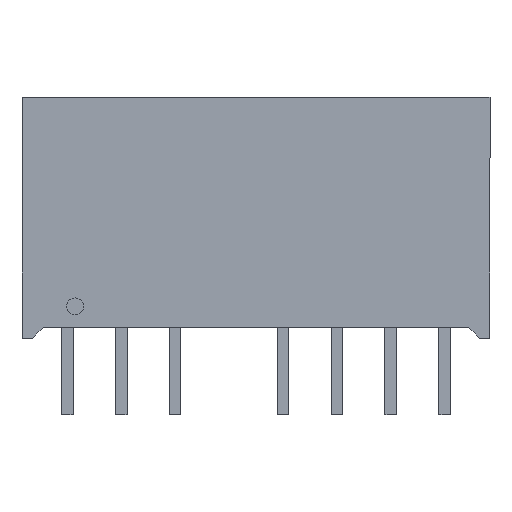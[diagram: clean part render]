
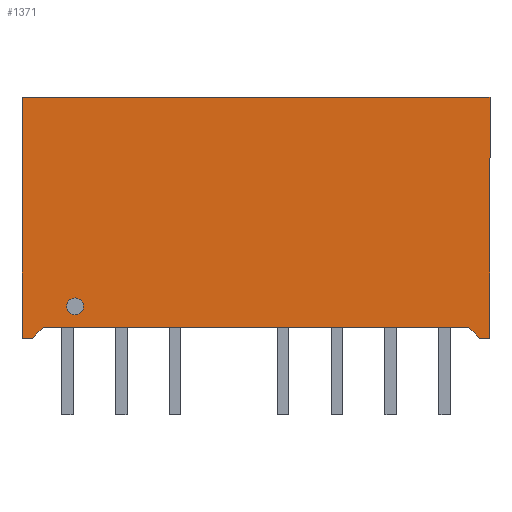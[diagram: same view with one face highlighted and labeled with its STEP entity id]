
A CAD part, front view. The second image highlights one B-rep face of the part: STEP entity #1371.
In plain terms, the highlighted planar face has unit normal (0, -1, 0).
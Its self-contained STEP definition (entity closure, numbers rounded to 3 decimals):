
#1074=CARTESIAN_POINT('',(-8.125,-4.725,1.5));
#1075=VERTEX_POINT('',#1074);
#1084=CARTESIAN_POINT('',(-8.925,-4.725,1.5));
#1085=VERTEX_POINT('',#1084);
#1086=CARTESIAN_POINT('',(-8.525,-4.725,1.5));
#1087=DIRECTION('',(0.0,1.0,0.0));
#1088=DIRECTION('',(1.0,0.0,0.0));
#1089=AXIS2_PLACEMENT_3D('',#1086,#1087,#1088);
#1090=CIRCLE('',#1089,0.4);
#1091=EDGE_CURVE('',#1085,#1075,#1090,.T.);
#1125=CARTESIAN_POINT('',(-8.525,-4.725,1.5));
#1126=DIRECTION('',(0.0,1.0,0.0));
#1127=DIRECTION('',(1.0,0.0,0.0));
#1128=AXIS2_PLACEMENT_3D('',#1125,#1126,#1127);
#1129=CIRCLE('',#1128,0.4);
#1130=EDGE_CURVE('',#1075,#1085,#1129,.T.);
#1160=CARTESIAN_POINT('',(10.525,-4.725,0.0));
#1161=VERTEX_POINT('',#1160);
#1168=CARTESIAN_POINT('',(10.025,-4.725,0.5));
#1169=VERTEX_POINT('',#1168);
#1170=CARTESIAN_POINT('',(10.525,-4.725,0.0));
#1171=DIRECTION('',(-0.707,0.0,0.707));
#1172=VECTOR('',#1171,0.707);
#1173=LINE('',#1170,#1172);
#1174=EDGE_CURVE('',#1161,#1169,#1173,.T.);
#1198=CARTESIAN_POINT('',(11.025,-4.725,0.0));
#1199=VERTEX_POINT('',#1198);
#1206=CARTESIAN_POINT('',(11.025,-4.725,0.0));
#1207=DIRECTION('',(-1.0,0.0,0.0));
#1208=VECTOR('',#1207,0.5);
#1209=LINE('',#1206,#1208);
#1210=EDGE_CURVE('',#1199,#1161,#1209,.T.);
#1222=CARTESIAN_POINT('',(-10.025,-4.725,0.5));
#1223=VERTEX_POINT('',#1222);
#1224=CARTESIAN_POINT('',(-10.025,-4.725,0.5));
#1225=DIRECTION('',(1.0,0.0,0.0));
#1226=VECTOR('',#1225,20.05);
#1227=LINE('',#1224,#1226);
#1228=EDGE_CURVE('',#1223,#1169,#1227,.T.);
#1261=CARTESIAN_POINT('',(-10.525,-4.725,0.0));
#1262=VERTEX_POINT('',#1261);
#1263=CARTESIAN_POINT('',(-10.525,-4.725,0.0));
#1264=DIRECTION('',(0.707,0.0,0.707));
#1265=VECTOR('',#1264,0.707);
#1266=LINE('',#1263,#1265);
#1267=EDGE_CURVE('',#1262,#1223,#1266,.T.);
#1292=CARTESIAN_POINT('',(-11.025,-4.725,0.0));
#1293=VERTEX_POINT('',#1292);
#1294=CARTESIAN_POINT('',(-11.025,-4.725,0.0));
#1295=DIRECTION('',(1.0,0.0,0.0));
#1296=VECTOR('',#1295,0.5);
#1297=LINE('',#1294,#1296);
#1298=EDGE_CURVE('',#1293,#1262,#1297,.T.);
#1314=CARTESIAN_POINT('',(-11.025,-4.725,11.35));
#1315=VERTEX_POINT('',#1314);
#1316=CARTESIAN_POINT('',(-11.025,-4.725,11.35));
#1317=DIRECTION('',(0.0,0.0,-1.0));
#1318=VECTOR('',#1317,11.35);
#1319=LINE('',#1316,#1318);
#1320=EDGE_CURVE('',#1315,#1293,#1319,.T.);
#1340=CARTESIAN_POINT('',(-11.025,-4.725,11.35));
#1341=DIRECTION('',(0.0,-1.0,0.0));
#1342=DIRECTION('',(0.0,0.0,-1.0));
#1343=AXIS2_PLACEMENT_3D('',#1340,#1341,#1342);
#1344=PLANE('',#1343);
#1345=ORIENTED_EDGE('',*,*,#1228,.T.);
#1346=ORIENTED_EDGE('',*,*,#1174,.F.);
#1347=ORIENTED_EDGE('',*,*,#1210,.F.);
#1348=CARTESIAN_POINT('',(11.025,-4.725,11.35));
#1349=VERTEX_POINT('',#1348);
#1350=CARTESIAN_POINT('',(11.025,-4.725,11.35));
#1351=DIRECTION('',(0.0,0.0,-1.0));
#1352=VECTOR('',#1351,11.35);
#1353=LINE('',#1350,#1352);
#1354=EDGE_CURVE('',#1349,#1199,#1353,.T.);
#1355=ORIENTED_EDGE('',*,*,#1354,.F.);
#1356=CARTESIAN_POINT('',(11.025,-4.725,11.35));
#1357=DIRECTION('',(-1.0,0.0,0.0));
#1358=VECTOR('',#1357,22.05);
#1359=LINE('',#1356,#1358);
#1360=EDGE_CURVE('',#1349,#1315,#1359,.T.);
#1361=ORIENTED_EDGE('',*,*,#1360,.T.);
#1362=ORIENTED_EDGE('',*,*,#1320,.T.);
#1363=ORIENTED_EDGE('',*,*,#1298,.T.);
#1364=ORIENTED_EDGE('',*,*,#1267,.T.);
#1365=EDGE_LOOP('',(#1345,#1346,#1347,#1355,#1361,#1362,#1363,#1364));
#1366=FACE_OUTER_BOUND('',#1365,.T.);
#1367=ORIENTED_EDGE('',*,*,#1130,.T.);
#1368=ORIENTED_EDGE('',*,*,#1091,.T.);
#1369=EDGE_LOOP('',(#1367,#1368));
#1370=FACE_BOUND('',#1369,.T.);
#1371=ADVANCED_FACE('',(#1366,#1370),#1344,.T.);
